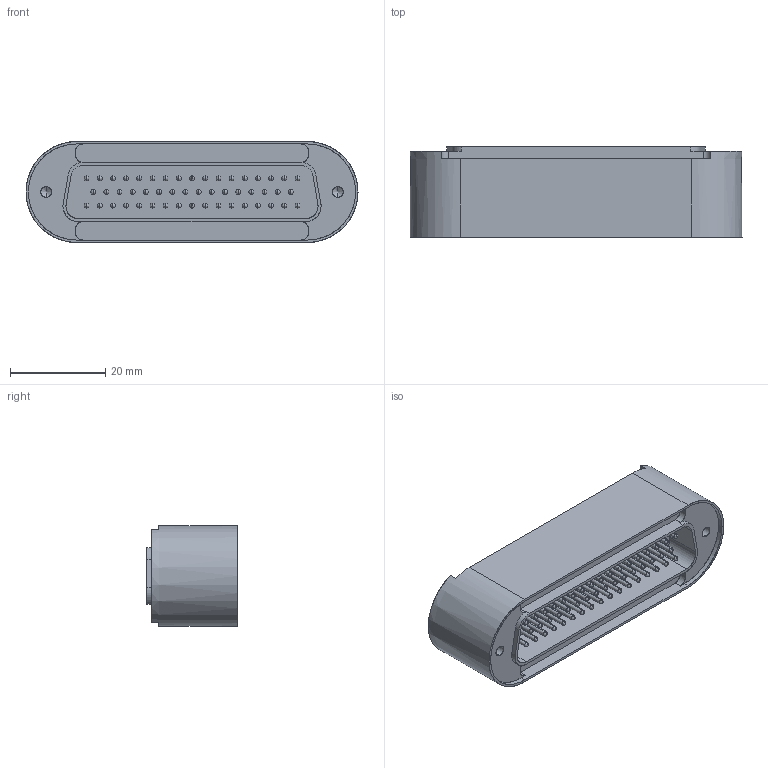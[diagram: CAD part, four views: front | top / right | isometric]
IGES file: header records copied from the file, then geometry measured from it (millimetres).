
Start section: SolidWorks IGES file using analytic representation for surfaces
Global section: file name: 16804-01-W.IGS; native system: SolidWorks 2008; preprocessor: SolidWorks 2008; author: juan medina; date: 080102.085009; units: inch
Bounding box: 69.55 x 19 x 21.13 mm (x, y, z)
Surface area: 10458 mm2 (no closed solid volume)
Topology: 0 solids, 0 shells, 589 faces, 4700 edges, 4692 vertices
Faces by surface type: bspline 341, revolution 248
